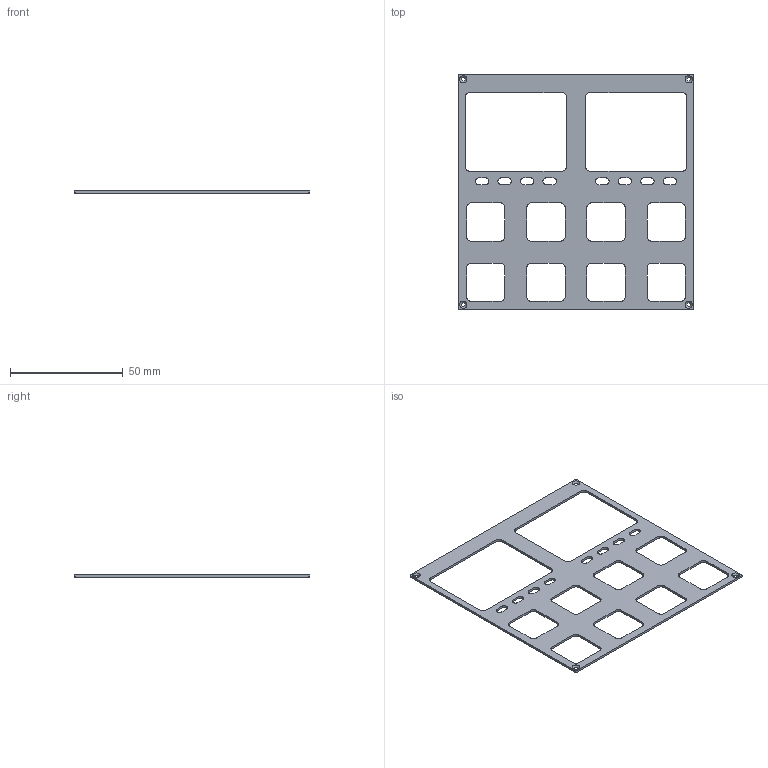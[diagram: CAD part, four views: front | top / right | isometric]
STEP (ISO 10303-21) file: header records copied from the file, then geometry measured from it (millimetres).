
FILE_DESCRIPTION(('FreeCAD Model'),'2;1');
FILE_NAME('Open CASCADE Shape Model','2024-11-26T10:25:12',('FreeCAD'),( 'FreeCAD'),'Open CASCADE STEP processor 7.7','FreeCAD','Unknown');
FILE_SCHEMA(('AUTOMOTIVE_DESIGN { 1 0 10303 214 1 1 1 1 }'));
Length unit declared in the file: millimetre
Products named in the file (1): Open CASCADE STEP translator 7.7 2
Bounding box: 104.35 x 104.35 x 1 mm (x, y, z)
Volume: 5335.2 mm3; surface area: 12070.3 mm2
Topology: 1 solids, 1 shells, 130 faces, 380 edges, 252 vertices
Faces by surface type: cylinder 64, plane 62, cone 4
Full cylindrical faces by diameter (mm): 1.75 x4
Entity records: 4442 total; most frequent: DIRECTION 774, CARTESIAN_POINT 763, ORIENTED_EDGE 760, EDGE_CURVE 380, AXIS2_PLACEMENT_3D 263, VERTEX_POINT 252, LINE 248, VECTOR 248
